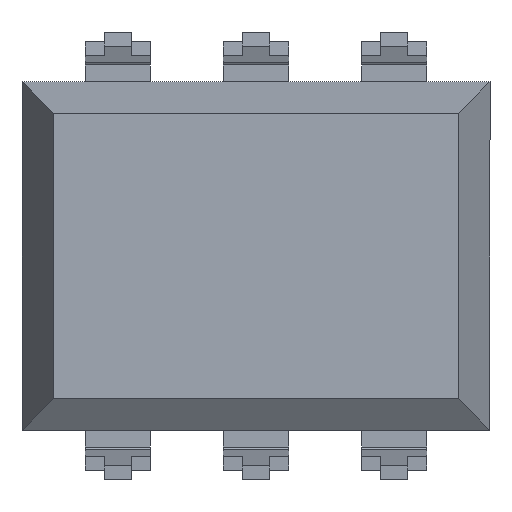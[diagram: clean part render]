
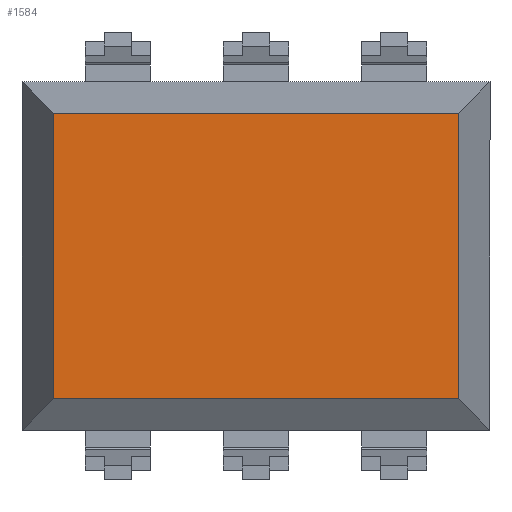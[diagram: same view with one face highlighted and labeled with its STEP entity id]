
A CAD part, front view. The second image highlights one B-rep face of the part: STEP entity #1584.
In plain terms, the highlighted planar face has unit normal (0, -1, 0).
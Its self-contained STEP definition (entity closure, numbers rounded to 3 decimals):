
#5 = VERTEX_POINT ( 'NONE', #2878 ) ;
#55 = VECTOR ( 'NONE', #1093, 1000. ) ;
#60 = DIRECTION ( 'NONE',  ( 0., -1., 0. ) ) ;
#111 = DIRECTION ( 'NONE',  ( 1., 0., 0. ) ) ;
#157 = EDGE_CURVE ( 'NONE', #2168, #1611, #739, .T. ) ;
#196 = EDGE_CURVE ( 'NONE', #2272, #2168, #665, .T. ) ;
#257 = CARTESIAN_POINT ( 'NONE',  ( -3.722, 0.8, -2.622 ) ) ;
#276 = CARTESIAN_POINT ( 'NONE',  ( 0., 0.8, 0. ) ) ;
#297 = CARTESIAN_POINT ( 'NONE',  ( 3.722, 0.8, 2.622 ) ) ;
#379 = CARTESIAN_POINT ( 'NONE',  ( -3.722, 0.8, 3.2 ) ) ;
#506 = PLANE ( 'NONE',  #1938 ) ;
#593 = VECTOR ( 'NONE', #2316, 1000. ) ;
#597 = DIRECTION ( 'NONE',  ( 0., 0., -1. ) ) ;
#665 = LINE ( 'NONE', #2491, #55 ) ;
#739 = LINE ( 'NONE', #379, #2401 ) ;
#985 = FACE_OUTER_BOUND ( 'NONE', #2979, .T. ) ;
#1001 = CARTESIAN_POINT ( 'NONE',  ( -4.3, 0.8, -2.622 ) ) ;
#1035 = ORIENTED_EDGE ( 'NONE', *, *, #2032, .T. ) ;
#1093 = DIRECTION ( 'NONE',  ( -1., 0., 0. ) ) ;
#1584 = ADVANCED_FACE ( 'NONE', ( #985 ), #506, .T. ) ;
#1611 = VERTEX_POINT ( 'NONE', #257 ) ;
#1764 = ORIENTED_EDGE ( 'NONE', *, *, #196, .T. ) ;
#1815 = LINE ( 'NONE', #1001, #2319 ) ;
#1816 = EDGE_CURVE ( 'NONE', #1611, #5, #1815, .T. ) ;
#1862 = DIRECTION ( 'NONE',  ( 0., 0., -1. ) ) ;
#1938 = AXIS2_PLACEMENT_3D ( 'NONE', #276, #60, #1862 ) ;
#1951 = ORIENTED_EDGE ( 'NONE', *, *, #1816, .T. ) ;
#2032 = EDGE_CURVE ( 'NONE', #5, #2272, #2244, .T. ) ;
#2086 = CARTESIAN_POINT ( 'NONE',  ( 3.722, 0.8, -3.2 ) ) ;
#2168 = VERTEX_POINT ( 'NONE', #2833 ) ;
#2218 = ORIENTED_EDGE ( 'NONE', *, *, #157, .T. ) ;
#2244 = LINE ( 'NONE', #2086, #593 ) ;
#2272 = VERTEX_POINT ( 'NONE', #297 ) ;
#2316 = DIRECTION ( 'NONE',  ( 0., 0., 1. ) ) ;
#2319 = VECTOR ( 'NONE', #111, 1000. ) ;
#2401 = VECTOR ( 'NONE', #597, 1000. ) ;
#2491 = CARTESIAN_POINT ( 'NONE',  ( 4.3, 0.8, 2.622 ) ) ;
#2833 = CARTESIAN_POINT ( 'NONE',  ( -3.722, 0.8, 2.622 ) ) ;
#2878 = CARTESIAN_POINT ( 'NONE',  ( 3.722, 0.8, -2.622 ) ) ;
#2979 = EDGE_LOOP ( 'NONE', ( #1951, #1035, #1764, #2218 ) ) ;
